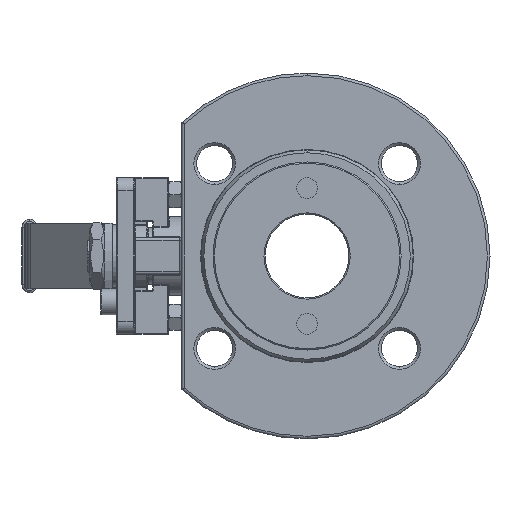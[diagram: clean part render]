
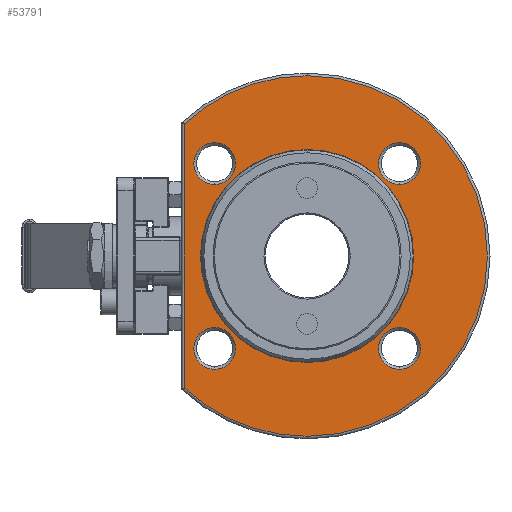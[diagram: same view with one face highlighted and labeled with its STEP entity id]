
A CAD part, left-side view. The second image highlights one B-rep face of the part: STEP entity #53791.
In plain terms, the highlighted planar face has unit normal (-1, 0, 0).
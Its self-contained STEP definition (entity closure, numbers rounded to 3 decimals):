
#1123 = CARTESIAN_POINT ( 'NONE',  ( -28., -35.355, 43.355 ) ) ;
#1233 = CARTESIAN_POINT ( 'NONE',  ( -28., -35.355, -35.355 ) ) ;
#1359 = CARTESIAN_POINT ( 'NONE',  ( -28., 0., -40.77 ) ) ;
#1403 = EDGE_CURVE ( 'NONE', #12197, #32863, #20430, .T. ) ;
#1920 = CARTESIAN_POINT ( 'NONE',  ( -28., 35.355, 43.355 ) ) ;
#2444 = ORIENTED_EDGE ( 'NONE', *, *, #1403, .T. ) ;
#2533 = CARTESIAN_POINT ( 'NONE',  ( -28., 35.355, 35.355 ) ) ;
#2716 = DIRECTION ( 'NONE',  ( -1., 0., 0. ) ) ;
#2913 = DIRECTION ( 'NONE',  ( 0., 0., 1. ) ) ;
#3425 = AXIS2_PLACEMENT_3D ( 'NONE', #19514, #19340, #32720 ) ;
#4410 = DIRECTION ( 'NONE',  ( 0., 0., 1. ) ) ;
#4675 = ORIENTED_EDGE ( 'NONE', *, *, #33217, .T. ) ;
#4814 = CARTESIAN_POINT ( 'NONE',  ( -28., 47., 50.517 ) ) ;
#4927 = CARTESIAN_POINT ( 'NONE',  ( -28., 35.355, 27.355 ) ) ;
#5286 = EDGE_LOOP ( 'NONE', ( #44518, #4675 ) ) ;
#5545 = ORIENTED_EDGE ( 'NONE', *, *, #6841, .T. ) ;
#6010 = EDGE_LOOP ( 'NONE', ( #34847, #46280 ) ) ;
#6714 = DIRECTION ( 'NONE',  ( 0., 0., 1. ) ) ;
#6777 = DIRECTION ( 'NONE',  ( 0., 0., 1. ) ) ;
#6841 = EDGE_CURVE ( 'NONE', #29948, #12185, #20241, .T. ) ;
#7220 = AXIS2_PLACEMENT_3D ( 'NONE', #28449, #2716, #6777 ) ;
#8085 = CARTESIAN_POINT ( 'NONE',  ( -28., -35.355, 35.355 ) ) ;
#8178 = CIRCLE ( 'NONE', #13469, 40.77 ) ;
#8300 = FACE_BOUND ( 'NONE', #5286, .T. ) ;
#8809 = AXIS2_PLACEMENT_3D ( 'NONE', #44070, #39761, #18181 ) ;
#8978 = CARTESIAN_POINT ( 'NONE',  ( -28., -35.355, 35.355 ) ) ;
#9964 = EDGE_CURVE ( 'NONE', #50647, #14558, #54518, .T. ) ;
#12185 = VERTEX_POINT ( 'NONE', #4814 ) ;
#12197 = VERTEX_POINT ( 'NONE', #43060 ) ;
#12517 = CARTESIAN_POINT ( 'NONE',  ( -28., 0., 0. ) ) ;
#12718 = CARTESIAN_POINT ( 'NONE',  ( -28., 0., -69. ) ) ;
#13147 = DIRECTION ( 'NONE',  ( -1., 0., 0. ) ) ;
#13469 = AXIS2_PLACEMENT_3D ( 'NONE', #53333, #53516, #6714 ) ;
#14082 = DIRECTION ( 'NONE',  ( 1., 0., 0. ) ) ;
#14087 = ORIENTED_EDGE ( 'NONE', *, *, #24306, .T. ) ;
#14141 = DIRECTION ( 'NONE',  ( 0., 0., 1. ) ) ;
#14307 = FACE_OUTER_BOUND ( 'NONE', #14611, .T. ) ;
#14525 = DIRECTION ( 'NONE',  ( -1., 0., 0. ) ) ;
#14558 = VERTEX_POINT ( 'NONE', #1123 ) ;
#14611 = EDGE_LOOP ( 'NONE', ( #2444, #27918, #5545, #14087 ) ) ;
#15028 = DIRECTION ( 'NONE',  ( 1., 0., 0. ) ) ;
#15751 = CIRCLE ( 'NONE', #16443, 8. ) ;
#15961 = EDGE_CURVE ( 'NONE', #14558, #50647, #15751, .T. ) ;
#16203 = CARTESIAN_POINT ( 'NONE',  ( -28., 35.355, -43.355 ) ) ;
#16443 = AXIS2_PLACEMENT_3D ( 'NONE', #8085, #54508, #42415 ) ;
#16849 = VERTEX_POINT ( 'NONE', #1920 ) ;
#17038 = FACE_BOUND ( 'NONE', #43641, .T. ) ;
#17063 = DIRECTION ( 'NONE',  ( 1., 0., 0. ) ) ;
#17867 = DIRECTION ( 'NONE',  ( 0., 0., 1. ) ) ;
#18086 = CIRCLE ( 'NONE', #44300, 8. ) ;
#18181 = DIRECTION ( 'NONE',  ( 0., 0., 1. ) ) ;
#18261 = AXIS2_PLACEMENT_3D ( 'NONE', #2533, #23756, #49489 ) ;
#18594 = VERTEX_POINT ( 'NONE', #21330 ) ;
#19340 = DIRECTION ( 'NONE',  ( -1., 0., 0. ) ) ;
#19514 = CARTESIAN_POINT ( 'NONE',  ( -28., 70., 0. ) ) ;
#20241 = CIRCLE ( 'NONE', #39715, 69. ) ;
#20430 = CIRCLE ( 'NONE', #7220, 69. ) ;
#21319 = DIRECTION ( 'NONE',  ( 1., 0., 0. ) ) ;
#21330 = CARTESIAN_POINT ( 'NONE',  ( -28., 35.355, -27.355 ) ) ;
#22279 = CARTESIAN_POINT ( 'NONE',  ( -28., 0., 40.77 ) ) ;
#23756 = DIRECTION ( 'NONE',  ( 1., 0., 0. ) ) ;
#24306 = EDGE_CURVE ( 'NONE', #12185, #12197, #28835, .T. ) ;
#24741 = EDGE_LOOP ( 'NONE', ( #49689, #28485 ) ) ;
#27381 = DIRECTION ( 'NONE',  ( 0., 0., 1. ) ) ;
#27789 = CIRCLE ( 'NONE', #33393, 40.77 ) ;
#27918 = ORIENTED_EDGE ( 'NONE', *, *, #31691, .T. ) ;
#28449 = CARTESIAN_POINT ( 'NONE',  ( -28., 0., 0. ) ) ;
#28462 = DIRECTION ( 'NONE',  ( 1., 0., 0. ) ) ;
#28485 = ORIENTED_EDGE ( 'NONE', *, *, #31789, .T. ) ;
#28674 = CIRCLE ( 'NONE', #47863, 8. ) ;
#28835 = LINE ( 'NONE', #31390, #30798 ) ;
#29402 = AXIS2_PLACEMENT_3D ( 'NONE', #8978, #21319, #34702 ) ;
#29476 = VERTEX_POINT ( 'NONE', #22279 ) ;
#29948 = VERTEX_POINT ( 'NONE', #35439 ) ;
#30537 = CARTESIAN_POINT ( 'NONE',  ( -28., -35.355, -27.355 ) ) ;
#30798 = VECTOR ( 'NONE', #31761, 1000. ) ;
#31390 = CARTESIAN_POINT ( 'NONE',  ( -28., 47., 0. ) ) ;
#31458 = CARTESIAN_POINT ( 'NONE',  ( -28., 35.355, -35.355 ) ) ;
#31691 = EDGE_CURVE ( 'NONE', #32863, #29948, #48036, .T. ) ;
#31761 = DIRECTION ( 'NONE',  ( 0., 0., -1. ) ) ;
#31789 = EDGE_CURVE ( 'NONE', #47563, #50731, #34655, .T. ) ;
#31798 = DIRECTION ( 'NONE',  ( 0., 0., 1. ) ) ;
#32529 = CARTESIAN_POINT ( 'NONE',  ( -28., 35.355, -35.355 ) ) ;
#32720 = DIRECTION ( 'NONE',  ( 0., 0., 1. ) ) ;
#32863 = VERTEX_POINT ( 'NONE', #12718 ) ;
#33165 = VERTEX_POINT ( 'NONE', #1359 ) ;
#33217 = EDGE_CURVE ( 'NONE', #39186, #16849, #46314, .T. ) ;
#33393 = AXIS2_PLACEMENT_3D ( 'NONE', #12517, #17063, #50393 ) ;
#34655 = CIRCLE ( 'NONE', #51291, 8. ) ;
#34702 = DIRECTION ( 'NONE',  ( 0., 0., 1. ) ) ;
#34847 = ORIENTED_EDGE ( 'NONE', *, *, #36742, .T. ) ;
#35435 = EDGE_CURVE ( 'NONE', #16849, #39186, #44807, .T. ) ;
#35439 = CARTESIAN_POINT ( 'NONE',  ( -28., 0., 69. ) ) ;
#36290 = PLANE ( 'NONE',  #3425 ) ;
#36742 = EDGE_CURVE ( 'NONE', #18594, #39052, #28674, .T. ) ;
#37374 = CIRCLE ( 'NONE', #50723, 8. ) ;
#39052 = VERTEX_POINT ( 'NONE', #16203 ) ;
#39186 = VERTEX_POINT ( 'NONE', #4927 ) ;
#39715 = AXIS2_PLACEMENT_3D ( 'NONE', #40430, #14525, #14141 ) ;
#39761 = DIRECTION ( 'NONE',  ( 1., 0., 0. ) ) ;
#39854 = DIRECTION ( 'NONE',  ( 1., 0., 0. ) ) ;
#40430 = CARTESIAN_POINT ( 'NONE',  ( -28., 0., 0. ) ) ;
#41308 = ORIENTED_EDGE ( 'NONE', *, *, #43931, .T. ) ;
#41498 = CARTESIAN_POINT ( 'NONE',  ( -28., -35.355, -35.355 ) ) ;
#41981 = EDGE_CURVE ( 'NONE', #33165, #29476, #27789, .T. ) ;
#42358 = FACE_BOUND ( 'NONE', #24741, .T. ) ;
#42415 = DIRECTION ( 'NONE',  ( 0., 0., 1. ) ) ;
#43060 = CARTESIAN_POINT ( 'NONE',  ( -28., 47., -50.517 ) ) ;
#43641 = EDGE_LOOP ( 'NONE', ( #49256, #51436 ) ) ;
#43703 = FACE_BOUND ( 'NONE', #54486, .T. ) ;
#43931 = EDGE_CURVE ( 'NONE', #29476, #33165, #8178, .T. ) ;
#44070 = CARTESIAN_POINT ( 'NONE',  ( -28., 35.355, 35.355 ) ) ;
#44300 = AXIS2_PLACEMENT_3D ( 'NONE', #41498, #28462, #2913 ) ;
#44428 = CARTESIAN_POINT ( 'NONE',  ( -28., -35.355, -43.355 ) ) ;
#44518 = ORIENTED_EDGE ( 'NONE', *, *, #35435, .T. ) ;
#44807 = CIRCLE ( 'NONE', #18261, 8. ) ;
#44934 = EDGE_CURVE ( 'NONE', #50731, #47563, #18086, .T. ) ;
#45061 = FACE_BOUND ( 'NONE', #6010, .T. ) ;
#45615 = AXIS2_PLACEMENT_3D ( 'NONE', #55095, #13147, #4410 ) ;
#45640 = EDGE_CURVE ( 'NONE', #39052, #18594, #37374, .T. ) ;
#45724 = ORIENTED_EDGE ( 'NONE', *, *, #41981, .T. ) ;
#46249 = CARTESIAN_POINT ( 'NONE',  ( -28., -35.355, 27.355 ) ) ;
#46280 = ORIENTED_EDGE ( 'NONE', *, *, #45640, .T. ) ;
#46314 = CIRCLE ( 'NONE', #8809, 8. ) ;
#47563 = VERTEX_POINT ( 'NONE', #44428 ) ;
#47863 = AXIS2_PLACEMENT_3D ( 'NONE', #31458, #39854, #27381 ) ;
#48036 = CIRCLE ( 'NONE', #45615, 69. ) ;
#49256 = ORIENTED_EDGE ( 'NONE', *, *, #15961, .T. ) ;
#49489 = DIRECTION ( 'NONE',  ( 0., 0., 1. ) ) ;
#49689 = ORIENTED_EDGE ( 'NONE', *, *, #44934, .T. ) ;
#50393 = DIRECTION ( 'NONE',  ( 0., 0., 1. ) ) ;
#50647 = VERTEX_POINT ( 'NONE', #46249 ) ;
#50723 = AXIS2_PLACEMENT_3D ( 'NONE', #32529, #15028, #31798 ) ;
#50731 = VERTEX_POINT ( 'NONE', #30537 ) ;
#51291 = AXIS2_PLACEMENT_3D ( 'NONE', #1233, #14082, #17867 ) ;
#51436 = ORIENTED_EDGE ( 'NONE', *, *, #9964, .T. ) ;
#53333 = CARTESIAN_POINT ( 'NONE',  ( -28., 0., 0. ) ) ;
#53516 = DIRECTION ( 'NONE',  ( 1., 0., 0. ) ) ;
#53791 = ADVANCED_FACE ( 'NONE', ( #43703, #14307, #8300, #17038, #42358, #45061 ), #36290, .T. ) ;
#54486 = EDGE_LOOP ( 'NONE', ( #41308, #45724 ) ) ;
#54508 = DIRECTION ( 'NONE',  ( 1., 0., 0. ) ) ;
#54518 = CIRCLE ( 'NONE', #29402, 8. ) ;
#55095 = CARTESIAN_POINT ( 'NONE',  ( -28., 0., 0. ) ) ;
